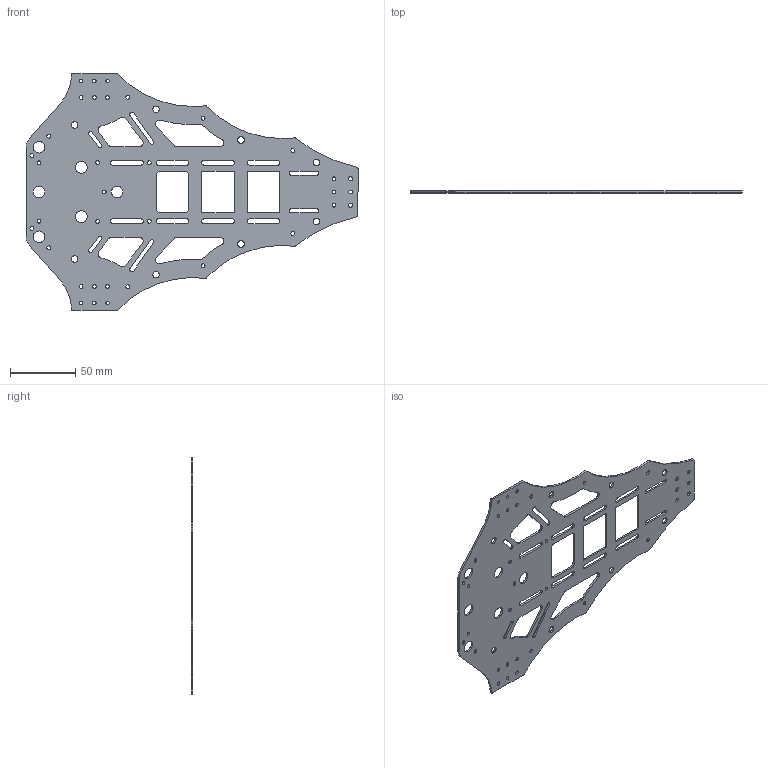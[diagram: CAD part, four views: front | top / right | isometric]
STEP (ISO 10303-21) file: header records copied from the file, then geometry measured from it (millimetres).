
FILE_DESCRIPTION (( 'STEP AP214' ), '1' );
FILE_NAME ('tricopter bottom plate.STEP', '2014-06-05T12:54:59', ( '' ), ( '' ), 'SwSTEP 2.0', 'SolidWorks 2011', '' );
FILE_SCHEMA (( 'AUTOMOTIVE_DESIGN' ));
Length unit declared in the file: millimetre
Products named in the file (1): tricopter bottom plate
Bounding box: 255 x 1.5 x 182 mm (x, y, z)
Volume: 34255 mm3; surface area: 49917.6 mm2
Topology: 1 solids, 1 shells, 274 faces, 816 edges, 544 vertices
Faces by surface type: cylinder 212, plane 62
Entity records: 9738 total; most frequent: DIRECTION 1790, CARTESIAN_POINT 1635, ORIENTED_EDGE 1632, EDGE_CURVE 816, AXIS2_PLACEMENT_3D 699, VERTEX_POINT 544, CIRCLE 424, EDGE_LOOP 414
